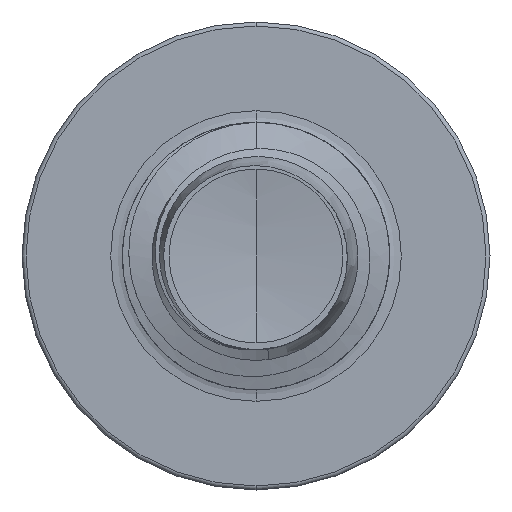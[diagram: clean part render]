
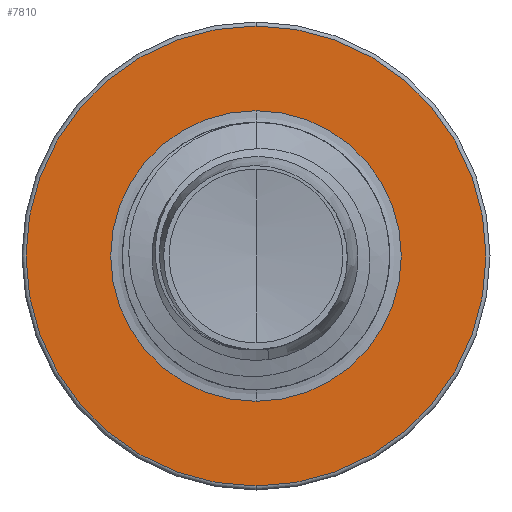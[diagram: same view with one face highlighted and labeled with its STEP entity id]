
A CAD part, front view. The second image highlights one B-rep face of the part: STEP entity #7810.
In plain terms, the highlighted planar face has unit normal (0, -1, 0).
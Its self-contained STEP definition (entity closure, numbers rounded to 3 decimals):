
#1052 = ORIENTED_EDGE ( 'NONE', *, *, #14142, .T. ) ;
#1290 = DIRECTION ( 'NONE',  ( 0., 0., 1. ) ) ;
#1332 = DIRECTION ( 'NONE',  ( 0., 1., 0. ) ) ;
#1396 = CARTESIAN_POINT ( 'NONE',  ( 0., 7.5, -2.174 ) ) ;
#1403 = PLANE ( 'NONE',  #17029 ) ;
#2396 = CARTESIAN_POINT ( 'NONE',  ( 0., 7.5, -2.174 ) ) ;
#3614 = CARTESIAN_POINT ( 'NONE',  ( 0., 7.5, 2.174 ) ) ;
#4852 = EDGE_LOOP ( 'NONE', ( #20807, #21475 ) ) ;
#5073 = EDGE_CURVE ( 'NONE', #16536, #12565, #23116, .T. ) ;
#5489 = CARTESIAN_POINT ( 'NONE',  ( 0., 7.5, 3.44 ) ) ;
#6394 = EDGE_CURVE ( 'NONE', #7513, #22714, #10427, .T. ) ;
#6913 = AXIS2_PLACEMENT_3D ( 'NONE', #16964, #16945, #16916 ) ;
#7513 = VERTEX_POINT ( 'NONE', #2396 ) ;
#7810 = ADVANCED_FACE ( 'NONE', ( #16467, #23690 ), #1403, .F. ) ;
#7887 = DIRECTION ( 'NONE',  ( 0., 0., 1. ) ) ;
#8050 = DIRECTION ( 'NONE',  ( 0., 1., 0. ) ) ;
#8211 = CARTESIAN_POINT ( 'NONE',  ( 0., 7.5, 0. ) ) ;
#9382 = CIRCLE ( 'NONE', #17534, 2.174 ) ;
#10243 = DIRECTION ( 'NONE',  ( 0., 0., 1. ) ) ;
#10268 = DIRECTION ( 'NONE',  ( 0., 1., 0. ) ) ;
#10307 = CARTESIAN_POINT ( 'NONE',  ( 0., 7.5, 0. ) ) ;
#10427 = CIRCLE ( 'NONE', #21766, 2.174 ) ;
#12565 = VERTEX_POINT ( 'NONE', #22592 ) ;
#12576 = AXIS2_PLACEMENT_3D ( 'NONE', #8211, #8050, #7887 ) ;
#14142 = EDGE_CURVE ( 'NONE', #22714, #7513, #9382, .T. ) ;
#15047 = CIRCLE ( 'NONE', #12576, 3.44 ) ;
#15228 = ORIENTED_EDGE ( 'NONE', *, *, #6394, .T. ) ;
#15673 = DIRECTION ( 'NONE',  ( 0., 0., 1. ) ) ;
#15702 = DIRECTION ( 'NONE',  ( 0., 1., 0. ) ) ;
#15707 = CARTESIAN_POINT ( 'NONE',  ( 0., 7.5, 0. ) ) ;
#16467 = FACE_OUTER_BOUND ( 'NONE', #4852, .T. ) ;
#16536 = VERTEX_POINT ( 'NONE', #5489 ) ;
#16916 = DIRECTION ( 'NONE',  ( 0., 0., 1. ) ) ;
#16945 = DIRECTION ( 'NONE',  ( 0., 1., 0. ) ) ;
#16964 = CARTESIAN_POINT ( 'NONE',  ( 0., 7.5, 0. ) ) ;
#17029 = AXIS2_PLACEMENT_3D ( 'NONE', #1396, #1332, #1290 ) ;
#17534 = AXIS2_PLACEMENT_3D ( 'NONE', #15707, #15702, #15673 ) ;
#17816 = EDGE_CURVE ( 'NONE', #12565, #16536, #15047, .T. ) ;
#20807 = ORIENTED_EDGE ( 'NONE', *, *, #5073, .F. ) ;
#21475 = ORIENTED_EDGE ( 'NONE', *, *, #17816, .F. ) ;
#21766 = AXIS2_PLACEMENT_3D ( 'NONE', #10307, #10268, #10243 ) ;
#22480 = EDGE_LOOP ( 'NONE', ( #1052, #15228 ) ) ;
#22592 = CARTESIAN_POINT ( 'NONE',  ( 0., 7.5, -3.44 ) ) ;
#22714 = VERTEX_POINT ( 'NONE', #3614 ) ;
#23116 = CIRCLE ( 'NONE', #6913, 3.44 ) ;
#23690 = FACE_BOUND ( 'NONE', #22480, .T. ) ;
